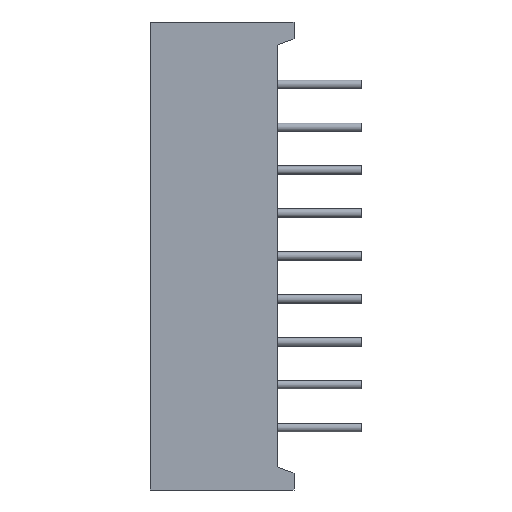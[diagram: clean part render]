
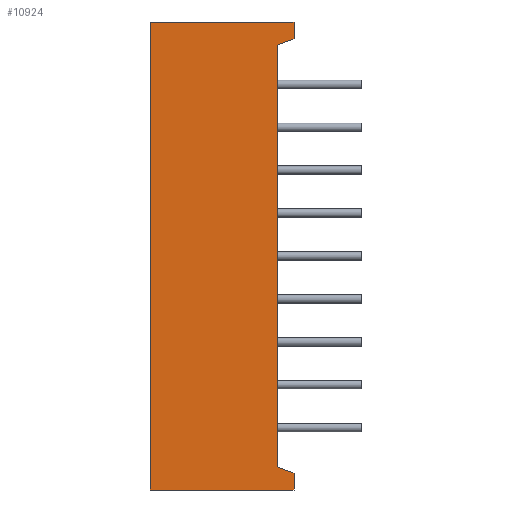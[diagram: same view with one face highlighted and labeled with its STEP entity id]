
A CAD part, left-side view. The second image highlights one B-rep face of the part: STEP entity #10924.
In plain terms, the highlighted planar face has unit normal (-1, 0, 0).
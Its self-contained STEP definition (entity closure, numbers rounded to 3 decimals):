
#6155 = VERTEX_POINT ( 'NONE', #11896 ) ;
#6395 = VERTEX_POINT ( 'NONE', #12433 ) ;
#6534 = EDGE_CURVE ( 'NONE', #18602, #6395, #12773, .T. ) ;
#6572 = VERTEX_POINT ( 'NONE', #12839 ) ;
#7165 = VERTEX_POINT ( 'NONE', #14376 ) ;
#7286 = EDGE_CURVE ( 'NONE', #7165, #20528, #14609, .T. ) ;
#10899 = ORIENTED_EDGE ( 'NONE', *, *, #6534, .F. ) ;
#10900 = ORIENTED_EDGE ( 'NONE', *, *, #11090, .T. ) ;
#10901 = EDGE_CURVE ( 'NONE', #11098, #6155, #23388, .T. ) ;
#10902 = ORIENTED_EDGE ( 'NONE', *, *, #10901, .F. ) ;
#10903 = ORIENTED_EDGE ( 'NONE', *, *, #7286, .F. ) ;
#10904 = ORIENTED_EDGE ( 'NONE', *, *, #10920, .T. ) ;
#10905 = ORIENTED_EDGE ( 'NONE', *, *, #18961, .F. ) ;
#10906 = ORIENTED_EDGE ( 'NONE', *, *, #20897, .T. ) ;
#10920 = EDGE_CURVE ( 'NONE', #11098, #6572, #23362, .T. ) ;
#10924 = ADVANCED_FACE ( 'NONE', ( #23400 ), #23442, .T. ) ;
#10928 = EDGE_LOOP ( 'NONE', ( #10900, #10899, #10905, #10902, #10904, #10906, #10903, #10954 ) ) ;
#10954 = ORIENTED_EDGE ( 'NONE', *, *, #10978, .F. ) ;
#10978 = EDGE_CURVE ( 'NONE', #11091, #7165, #23617, .T. ) ;
#11090 = EDGE_CURVE ( 'NONE', #11091, #6395, #23886, .T. ) ;
#11091 = VERTEX_POINT ( 'NONE', #23882 ) ;
#11098 = VERTEX_POINT ( 'NONE', #23916 ) ;
#11896 = CARTESIAN_POINT ( 'NONE',  ( -10., -7.5, 12.491 ) ) ;
#12433 = CARTESIAN_POINT ( 'NONE',  ( -10., -8.5, -12.855 ) ) ;
#12770 = DIRECTION ( 'NONE',  ( 0., -0.94, -0.342 ) ) ;
#12771 = VECTOR ( 'NONE', #12770, 1000. ) ;
#12772 = CARTESIAN_POINT ( 'NONE',  ( -10., -7.907, -12.639 ) ) ;
#12773 = LINE ( 'NONE', #12772, #12771 ) ;
#12839 = CARTESIAN_POINT ( 'NONE',  ( -10., -8.5, 13.855 ) ) ;
#14376 = CARTESIAN_POINT ( 'NONE',  ( -10., 0., -13.855 ) ) ;
#14606 = DIRECTION ( 'NONE',  ( 0., 0., 1. ) ) ;
#14607 = VECTOR ( 'NONE', #14606, 1000. ) ;
#14608 = CARTESIAN_POINT ( 'NONE',  ( -10., 0., 0. ) ) ;
#14609 = LINE ( 'NONE', #14608, #14607 ) ;
#18602 = VERTEX_POINT ( 'NONE', #23982 ) ;
#18961 = EDGE_CURVE ( 'NONE', #6155, #18602, #23977, .T. ) ;
#20528 = VERTEX_POINT ( 'NONE', #24012 ) ;
#20897 = EDGE_CURVE ( 'NONE', #6572, #20528, #24058, .T. ) ;
#23361 = CARTESIAN_POINT ( 'NONE',  ( -10., -8.5, 0. ) ) ;
#23362 = LINE ( 'NONE', #23361, #23426 ) ;
#23385 = DIRECTION ( 'NONE',  ( 0., 0.94, -0.342 ) ) ;
#23386 = VECTOR ( 'NONE', #23385, 1000. ) ;
#23387 = CARTESIAN_POINT ( 'NONE',  ( -10., 6.675, 7.332 ) ) ;
#23388 = LINE ( 'NONE', #23387, #23386 ) ;
#23400 = FACE_OUTER_BOUND ( 'NONE', #10928, .T. ) ;
#23425 = DIRECTION ( 'NONE',  ( 0., 0., 1. ) ) ;
#23426 = VECTOR ( 'NONE', #23425, 1000. ) ;
#23438 = DIRECTION ( 'NONE',  ( 0., 0., 1. ) ) ;
#23439 = DIRECTION ( 'NONE',  ( -1., 0., 0. ) ) ;
#23440 = CARTESIAN_POINT ( 'NONE',  ( -10., -8.5, 0. ) ) ;
#23441 = AXIS2_PLACEMENT_3D ( 'NONE', #23440, #23439, #23438 ) ;
#23442 = PLANE ( 'NONE',  #23441 ) ;
#23613 = DIRECTION ( 'NONE',  ( 0., 1., 0. ) ) ;
#23614 = VECTOR ( 'NONE', #23613, 1000. ) ;
#23615 = CARTESIAN_POINT ( 'NONE',  ( -10., -8.5, -13.855 ) ) ;
#23617 = LINE ( 'NONE', #23615, #23614 ) ;
#23882 = CARTESIAN_POINT ( 'NONE',  ( -10., -8.5, -13.855 ) ) ;
#23883 = DIRECTION ( 'NONE',  ( 0., 0., 1. ) ) ;
#23884 = VECTOR ( 'NONE', #23883, 1000. ) ;
#23885 = CARTESIAN_POINT ( 'NONE',  ( -10., -8.5, 0. ) ) ;
#23886 = LINE ( 'NONE', #23885, #23884 ) ;
#23916 = CARTESIAN_POINT ( 'NONE',  ( -10., -8.5, 12.855 ) ) ;
#23974 = DIRECTION ( 'NONE',  ( 0., 0., -1. ) ) ;
#23975 = VECTOR ( 'NONE', #23974, 1000. ) ;
#23976 = CARTESIAN_POINT ( 'NONE',  ( -10., -7.5, -22.686 ) ) ;
#23977 = LINE ( 'NONE', #23976, #23975 ) ;
#23982 = CARTESIAN_POINT ( 'NONE',  ( -10., -7.5, -12.491 ) ) ;
#24012 = CARTESIAN_POINT ( 'NONE',  ( -10., 0., 13.855 ) ) ;
#24057 = CARTESIAN_POINT ( 'NONE',  ( -10., -8.5, 13.855 ) ) ;
#24058 = LINE ( 'NONE', #24057, #24110 ) ;
#24109 = DIRECTION ( 'NONE',  ( 0., 1., 0. ) ) ;
#24110 = VECTOR ( 'NONE', #24109, 1000. ) ;
